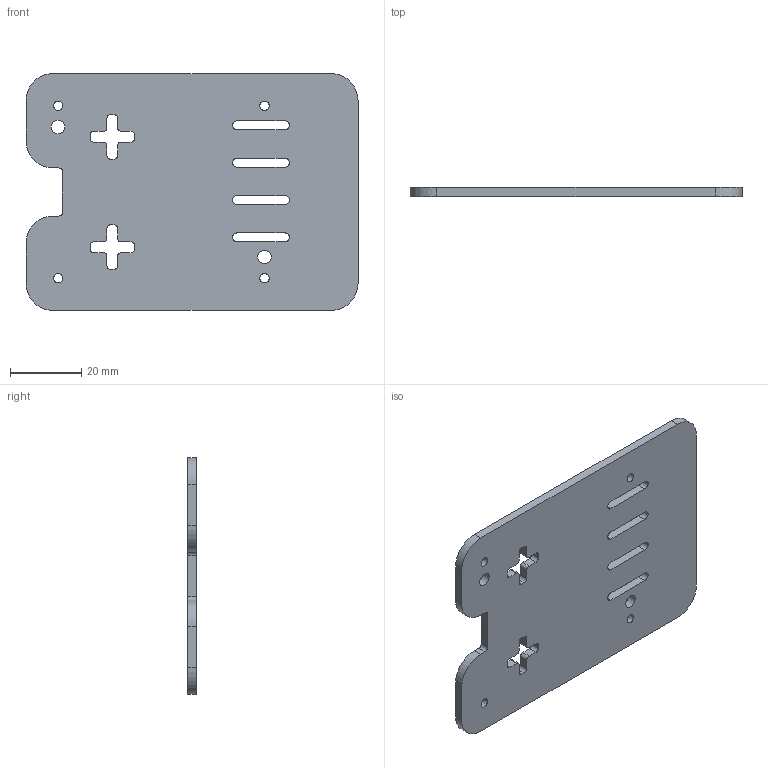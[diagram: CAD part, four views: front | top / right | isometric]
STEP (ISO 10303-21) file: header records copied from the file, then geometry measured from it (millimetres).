
FILE_DESCRIPTION(/* description */ (''),/* implementation_level */ '2;1');
FILE_NAME(/* name */ 'RaspberryPi-Base-Plate.stp',/* time_stamp */ '2025-04-02T16:16:27+02:00',/* author */ ('au598657'),/* organization */ ('Aarhus University'),/* preprocessor_version */ 'ST-DEVELOPER v20',/* originating_system */ 'Autodesk Inventor 2025',/* authorisation */ '');
FILE_SCHEMA (('AUTOMOTIVE_DESIGN { 1 0 10303 214 3 1 1 }'));
Length unit declared in the file: millimetre
Products named in the file (1): RaspberryPi-Base-Plate
Bounding box: 93.25 x 2.5 x 66.5 mm (x, y, z)
Volume: 14156.3 mm3; surface area: 12838 mm2
Topology: 1 solids, 1 shells, 88 faces, 258 edges, 172 vertices
Faces by surface type: cylinder 46, plane 42
Full cylindrical faces by diameter (mm): 2.6 x4, 3.75 x2
Entity records: 3054 total; most frequent: DIRECTION 528, CARTESIAN_POINT 519, ORIENTED_EDGE 516, EDGE_CURVE 258, AXIS2_PLACEMENT_3D 181, VERTEX_POINT 172, LINE 166, VECTOR 166
